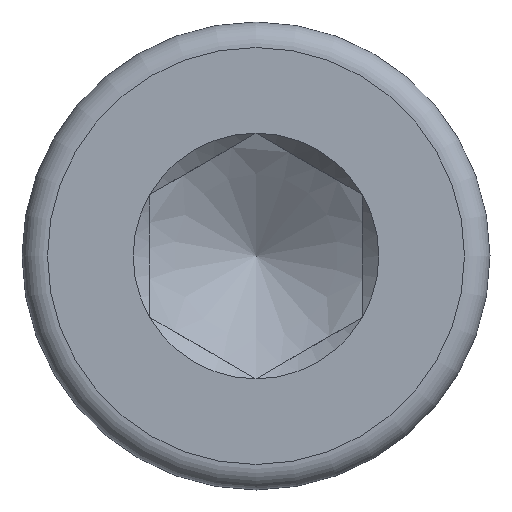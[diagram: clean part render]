
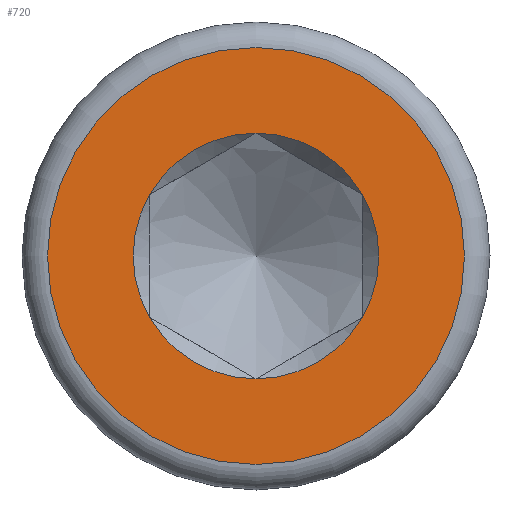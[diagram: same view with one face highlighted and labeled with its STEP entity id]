
A CAD part, left-side view. The second image highlights one B-rep face of the part: STEP entity #720.
In plain terms, the highlighted planar face has unit normal (-1, 0, 0).
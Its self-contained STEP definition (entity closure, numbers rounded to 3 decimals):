
#15=FACE_BOUND('',#129,.T.);
#46=PLANE('',#793);
#83=FACE_OUTER_BOUND('',#128,.T.);
#128=EDGE_LOOP('',(#590));
#129=EDGE_LOOP('',(#591,#592,#593,#594,#595,#596));
#158=CIRCLE('',#792,2.45);
#159=CIRCLE('',#794,1.443);
#160=CIRCLE('',#795,1.443);
#161=CIRCLE('',#796,1.443);
#162=CIRCLE('',#797,1.443);
#163=CIRCLE('',#798,1.443);
#164=CIRCLE('',#799,1.443);
#305=VERTEX_POINT('',#2465);
#306=VERTEX_POINT('',#2466);
#315=VERTEX_POINT('',#2502);
#316=VERTEX_POINT('',#2506);
#317=VERTEX_POINT('',#2508);
#318=VERTEX_POINT('',#2510);
#319=VERTEX_POINT('',#2512);
#407=EDGE_CURVE('',#315,#315,#158,.T.);
#408=EDGE_CURVE('',#306,#316,#159,.T.);
#409=EDGE_CURVE('',#316,#317,#160,.T.);
#410=EDGE_CURVE('',#317,#318,#161,.T.);
#411=EDGE_CURVE('',#318,#319,#162,.T.);
#412=EDGE_CURVE('',#319,#305,#163,.T.);
#413=EDGE_CURVE('',#305,#306,#164,.T.);
#590=ORIENTED_EDGE('',*,*,#407,.F.);
#591=ORIENTED_EDGE('',*,*,#408,.T.);
#592=ORIENTED_EDGE('',*,*,#409,.T.);
#593=ORIENTED_EDGE('',*,*,#410,.T.);
#594=ORIENTED_EDGE('',*,*,#411,.T.);
#595=ORIENTED_EDGE('',*,*,#412,.T.);
#596=ORIENTED_EDGE('',*,*,#413,.T.);
#720=ADVANCED_FACE('',(#83,#15),#46,.F.);
#792=AXIS2_PLACEMENT_3D('',#2504,#926,#927);
#793=AXIS2_PLACEMENT_3D('',#2505,#928,#929);
#794=AXIS2_PLACEMENT_3D('',#2507,#930,#931);
#795=AXIS2_PLACEMENT_3D('',#2509,#932,#933);
#796=AXIS2_PLACEMENT_3D('',#2511,#934,#935);
#797=AXIS2_PLACEMENT_3D('',#2513,#936,#937);
#798=AXIS2_PLACEMENT_3D('',#2514,#938,#939);
#799=AXIS2_PLACEMENT_3D('',#2515,#940,#941);
#926=DIRECTION('center_axis',(1.,0.,0.));
#927=DIRECTION('ref_axis',(0.,0.,-1.));
#928=DIRECTION('center_axis',(1.,0.,0.));
#929=DIRECTION('ref_axis',(0.,0.,-1.));
#930=DIRECTION('center_axis',(1.,0.,0.));
#931=DIRECTION('ref_axis',(0.,0.,-1.));
#932=DIRECTION('center_axis',(1.,0.,0.));
#933=DIRECTION('ref_axis',(0.,0.,-1.));
#934=DIRECTION('center_axis',(1.,0.,0.));
#935=DIRECTION('ref_axis',(0.,0.,-1.));
#936=DIRECTION('center_axis',(1.,0.,0.));
#937=DIRECTION('ref_axis',(0.,0.,-1.));
#938=DIRECTION('center_axis',(1.,0.,0.));
#939=DIRECTION('ref_axis',(0.,0.,-1.));
#940=DIRECTION('center_axis',(1.,0.,0.));
#941=DIRECTION('ref_axis',(0.,0.,-1.));
#2465=CARTESIAN_POINT('',(-3.,0.,1.443));
#2466=CARTESIAN_POINT('',(-3.,-1.25,0.722));
#2502=CARTESIAN_POINT('',(-3.,0.,2.45));
#2504=CARTESIAN_POINT('Origin',(-3.,0.,0.));
#2505=CARTESIAN_POINT('Origin',(-3.,1.443,0.));
#2506=CARTESIAN_POINT('',(-3.,-1.25,-0.722));
#2507=CARTESIAN_POINT('Origin',(-3.,0.,0.));
#2508=CARTESIAN_POINT('',(-3.,0.,-1.443));
#2509=CARTESIAN_POINT('Origin',(-3.,0.,0.));
#2510=CARTESIAN_POINT('',(-3.,1.25,-0.722));
#2511=CARTESIAN_POINT('Origin',(-3.,0.,0.));
#2512=CARTESIAN_POINT('',(-3.,1.25,0.722));
#2513=CARTESIAN_POINT('Origin',(-3.,0.,0.));
#2514=CARTESIAN_POINT('Origin',(-3.,0.,0.));
#2515=CARTESIAN_POINT('Origin',(-3.,0.,0.));
